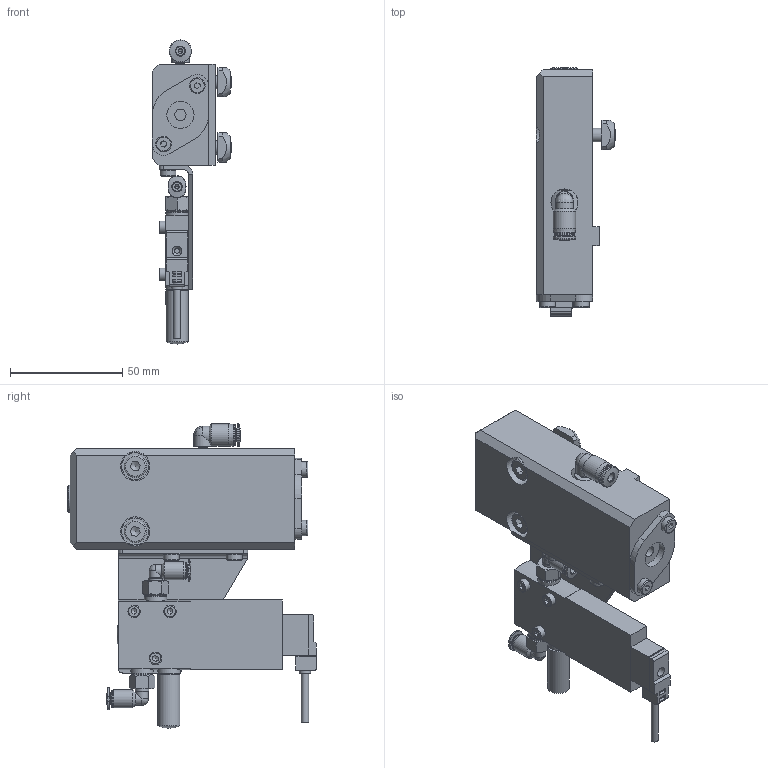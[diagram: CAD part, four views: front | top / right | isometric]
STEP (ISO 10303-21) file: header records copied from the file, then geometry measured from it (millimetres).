
FILE_DESCRIPTION(/* description */ ('Stopper TSG'),/* implementation_level */ '2;1');
FILE_NAME(/* name */ 'ZEI_CAD_431510-0-REV03_#SALL_#AIN_#V1.step',/* time_stamp */ '2022-10-10T07:11:50+02:00',/* author */ ('MiniTec'),/* organization */ ('MiniTec GmbH & Co.KG'),/* preprocessor_version */ 'ST-DEVELOPER v18.1',/* originating_system */ 'Autodesk Inventor 2021',/* authorisation */ '');
FILE_SCHEMA (('CONFIG_CONTROL_DESIGN'));
Length unit declared in the file: millimetre
Products named in the file (25): 43-1510-0BG.003; 43-1511-0FZ.005; 43-1512-0FZ.001; leer; leer_1; leer_2; leer_3; 21-1351-0FZ.004; 43-1514-0FZ.001; 43-1513-0FZ.001; leer_4; leer_5; leer_6; leer_7; leer_8; leer_9; leer_10; leer_11; leer_12; leer_13; 42-0056-0FZ.002; leer_14; leer_15; leer_16; leer_17
Assembly tree (33 placements, depth 4):
  43-1510-0BG.003
    43-1511-0FZ.005
    43-1512-0FZ.001
    leer  x2
    leer_1  x2
    leer_2  x2
    leer_3  x2
    21-1351-0FZ.004  x2
    43-1514-0FZ.001
    43-1513-0FZ.001  x2
    leer_4
    leer_13  x2
    leer_5
    leer_6
      leer_7
        leer_8
      leer_9
    leer_10
    leer_11
    leer_12
    42-0056-0FZ.002
    leer_14
    leer_15
    leer_16  x3
    leer_17
Bounding box: 35.3 x 110.5 x 135.35 mm (x, y, z)
Volume: 139604 mm3; surface area: 65908.4 mm2
Topology: 31 solids, 31 shells, 668 faces, 1521 edges, 967 vertices
Faces by surface type: plane 332, cylinder 180, cone 116, torus 31, sphere 7, bspline 2
Full cylindrical faces by diameter (mm): 1.2 x2, 2 x9, 2.2 x1, 2.459 x3, 3 x3, 3.2 x1, 3.242 x4, 3.4 x3, 3.5 x1, 4 x11, 4.3 x2, 4.5 x4, 4.917 x1, 5 x4, 5.4 x4, 5.5 x3, 5.6 x2, 5.917 x3, 6 x9, 6.4 x3, 6.5 x2, 7 x7, 7.388 x2, 7.8 x3, 8 x4, 8.167 x1, 9.2 x2, 9.6 x4, 9.8 x1, 9.9 x3
Entity records: 18413 total; most frequent: CARTESIAN_POINT 5590, DIRECTION 2606, ORIENTED_EDGE 2306, EDGE_CURVE 1153, AXIS2_PLACEMENT_3D 995, VERTEX_POINT 744, EDGE_LOOP 629, LINE 616
